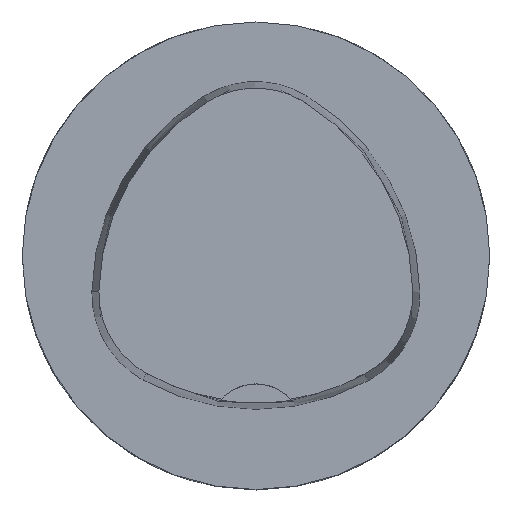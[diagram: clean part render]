
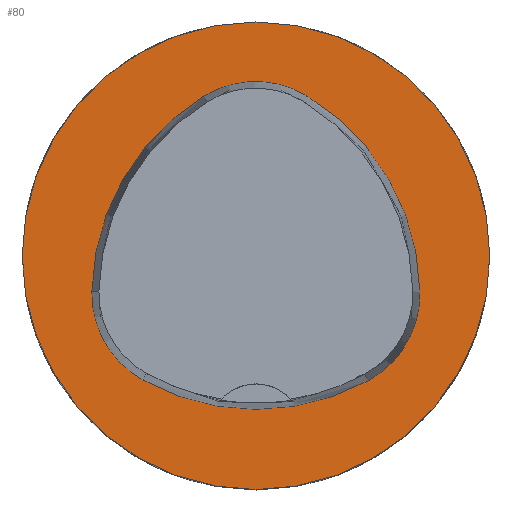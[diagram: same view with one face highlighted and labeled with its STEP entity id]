
A CAD part, top view. The second image highlights one B-rep face of the part: STEP entity #80.
In plain terms, the highlighted planar face has unit normal (0, 0, 1).
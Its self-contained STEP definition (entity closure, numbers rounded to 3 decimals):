
#43=FACE_BOUND('',#135,.T.);
#44=FACE_BOUND('',#136,.T.);
#56=PLANE('',#461);
#80=ADVANCED_FACE('',(#43,#44),#56,.T.);
#135=EDGE_LOOP('',(#242,#243,#244,#245,#246,#247));
#136=EDGE_LOOP('',(#248));
#242=ORIENTED_EDGE('',*,*,#366,.T.);
#243=ORIENTED_EDGE('',*,*,#346,.T.);
#244=ORIENTED_EDGE('',*,*,#350,.T.);
#245=ORIENTED_EDGE('',*,*,#353,.T.);
#246=ORIENTED_EDGE('',*,*,#356,.T.);
#247=ORIENTED_EDGE('',*,*,#364,.T.);
#248=ORIENTED_EDGE('',*,*,#369,.F.);
#310=VERTEX_POINT('',#635);
#311=VERTEX_POINT('',#636);
#314=VERTEX_POINT('',#644);
#316=VERTEX_POINT('',#650);
#318=VERTEX_POINT('',#656);
#325=VERTEX_POINT('',#677);
#326=VERTEX_POINT('',#687);
#346=EDGE_CURVE('',#310,#311,#398,.T.);
#350=EDGE_CURVE('',#311,#314,#400,.T.);
#353=EDGE_CURVE('',#314,#316,#402,.T.);
#356=EDGE_CURVE('',#316,#318,#404,.T.);
#364=EDGE_CURVE('',#318,#325,#408,.T.);
#366=EDGE_CURVE('',#325,#310,#410,.T.);
#369=EDGE_CURVE('',#326,#326,#413,.T.);
#398=CIRCLE('',#438,20.);
#400=CIRCLE('',#441,8.5);
#402=CIRCLE('',#444,20.);
#404=CIRCLE('',#447,8.5);
#408=CIRCLE('',#452,20.);
#410=CIRCLE('',#455,8.5);
#413=CIRCLE('',#460,20.);
#438=AXIS2_PLACEMENT_3D('',#634,#500,#501);
#441=AXIS2_PLACEMENT_3D('',#643,#508,#509);
#444=AXIS2_PLACEMENT_3D('',#649,#515,#516);
#447=AXIS2_PLACEMENT_3D('',#655,#522,#523);
#452=AXIS2_PLACEMENT_3D('',#678,#534,#535);
#455=AXIS2_PLACEMENT_3D('',#681,#540,#541);
#460=AXIS2_PLACEMENT_3D('',#686,#550,#551);
#461=AXIS2_PLACEMENT_3D('',#688,#552,#553);
#500=DIRECTION('',(0.,0.,-1.));
#501=DIRECTION('',(-1.,0.,0.));
#508=DIRECTION('',(0.,0.,-1.));
#509=DIRECTION('',(-1.,0.,0.));
#515=DIRECTION('',(0.,0.,-1.));
#516=DIRECTION('',(-1.,0.,0.));
#522=DIRECTION('',(0.,0.,-1.));
#523=DIRECTION('',(-1.,0.,0.));
#534=DIRECTION('',(0.,0.,-1.));
#535=DIRECTION('',(-1.,0.,0.));
#540=DIRECTION('',(0.,0.,-1.));
#541=DIRECTION('',(-1.,0.,0.));
#550=DIRECTION('',(0.,0.,-1.));
#551=DIRECTION('',(-1.,0.,0.));
#552=DIRECTION('',(0.,0.,1.));
#553=DIRECTION('',(1.,0.,0.));
#634=CARTESIAN_POINT('',(5.955,-3.414,0.));
#635=CARTESIAN_POINT('',(-14.041,-3.042,0.));
#636=CARTESIAN_POINT('',(-4.472,13.653,0.));
#643=CARTESIAN_POINT('',(-0.04,6.4,0.));
#644=CARTESIAN_POINT('',(4.347,13.68,0.));
#649=CARTESIAN_POINT('',(-5.976,-3.45,0.));
#650=CARTESIAN_POINT('',(14.021,-3.075,0.));
#655=CARTESIAN_POINT('',(5.522,-3.235,0.));
#656=CARTESIAN_POINT('',(9.588,-10.699,0.));
#677=CARTESIAN_POINT('',(-9.655,-10.639,0.));
#678=CARTESIAN_POINT('',(0.022,6.864,0.));
#681=CARTESIAN_POINT('',(-5.543,-3.2,0.));
#686=CARTESIAN_POINT('',(0.,0.,0.));
#687=CARTESIAN_POINT('',(-20.,0.,0.));
#688=CARTESIAN_POINT('',(0.,0.,0.));
